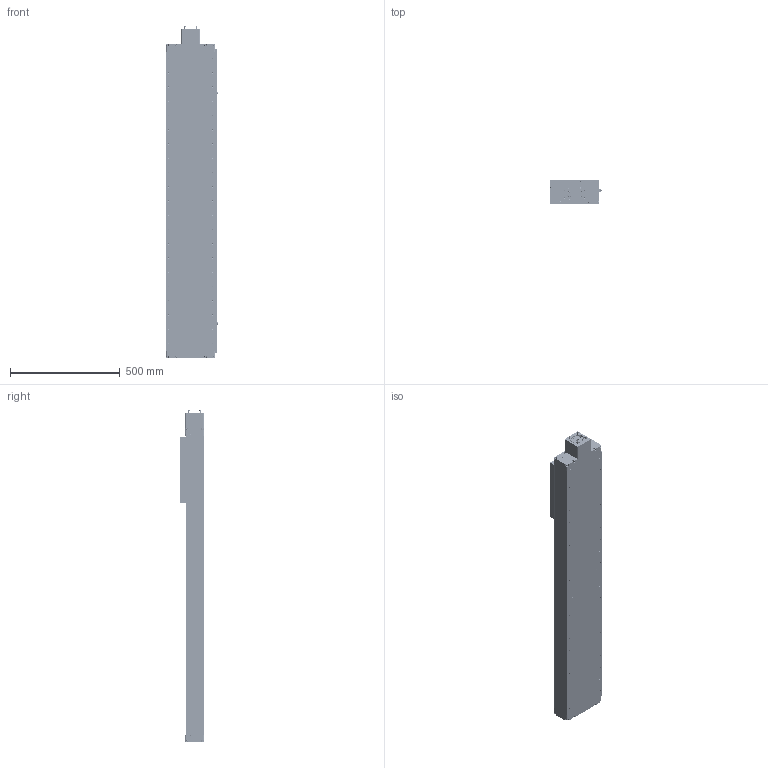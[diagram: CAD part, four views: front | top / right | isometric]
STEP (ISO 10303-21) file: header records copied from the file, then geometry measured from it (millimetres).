
FILE_DESCRIPTION (( 'STEP AP203' ), '1' );
FILE_NAME ('TRS-491567-1.step', '2025-06-25T23:16:43', ( '' ), ( '' ), 'SwSTEP 2.0', 'SolidWorks 2024', '' );
FILE_SCHEMA (( 'CONFIG_CONTROL_DESIGN' ));
Length unit declared in the file: inch
Products named in the file (7): Base_TRS-491567-1; tempJoin3_06049354_TRS-491567-1; TRS-491567-1; 06049351_TRS-491567-1_BNM10; 81009800_TRS-491567-1; tempJoin6_06049358_TRS-491567-1; tempJoin8_45109054_TRS-491567-1
Assembly tree (7 placements, depth 2):
  TRS-491567-1
    tempJoin3_06049354_TRS-491567-1
    tempJoin6_06049358_TRS-491567-1
    81009800_TRS-491567-1  x2
    06049351_TRS-491567-1_BNM10
    tempJoin8_45109054_TRS-491567-1
    Base_TRS-491567-1
Bounding box: 237.13 x 110 x 1514.73 mm (x, y, z)
Volume: 14402760.9 mm3; surface area: 3553926.3 mm2
Topology: 13 solids, 136 shells, 4393 faces, 10736 edges, 7001 vertices
Faces by surface type: plane 2426, cylinder 1296, cone 565, torus 62, sphere 42, bspline 2
Full cylindrical faces by diameter (mm): 1 x4, 1.587 x1, 2.25 x4, 2.5 x4, 2.997 x6, 3 x2, 3.175 x10, 3.3 x32, 4 x28, 4.2 x4, 4.201 x4, 4.3 x2, 4.5 x16, 4.917 x24, 4.93 x16, 5 x78, 5.001 x4, 5.334 x4, 5.69 x2, 6 x32, 6.013 x2, 6.35 x2, 6.6 x16, 6.701 x19, 6.706 x16, 6.8 x88, 7 x56, 7.14 x16, 7.874 x4, 7.9 x8
Entity records: 119557 total; most frequent: CARTESIAN_POINT 24176, DIRECTION 20061, ORIENTED_EDGE 16980, EDGE_CURVE 8490, AXIS2_PLACEMENT_3D 7624, EDGE_LOOP 6502, VERTEX_POINT 6214, FACE_OUTER_BOUND 5242
